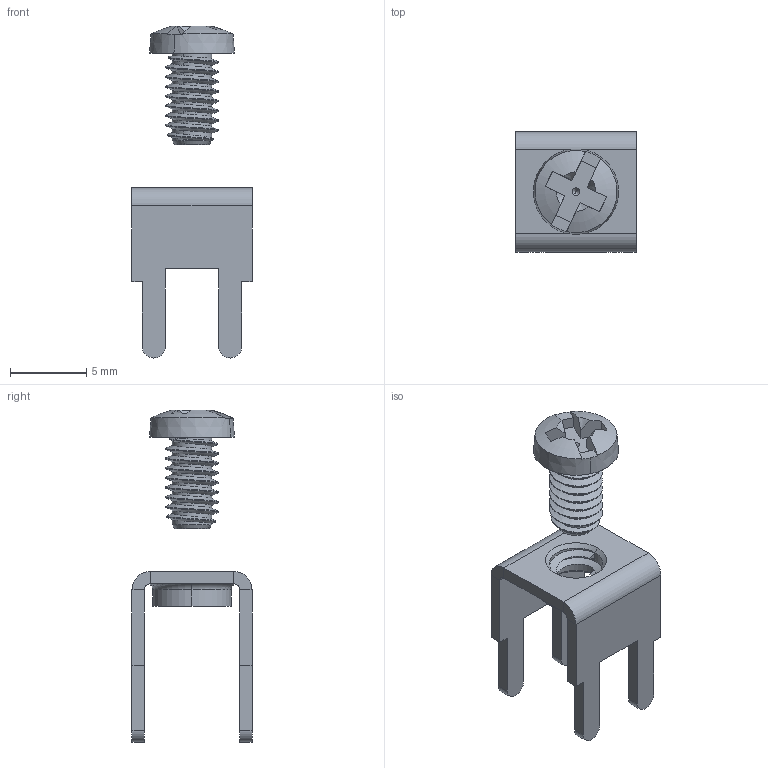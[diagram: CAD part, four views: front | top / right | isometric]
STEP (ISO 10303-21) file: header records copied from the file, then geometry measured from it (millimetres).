
FILE_DESCRIPTION(('FreeCAD Model'),'2;1');
FILE_NAME('keystone-PN7771-7_sp.step','2017-07-29T16:35:54',('kicad StepUp') ,('ksu MCAD'),'Open CASCADE STEP processor 6.8','FreeCAD','Unknown');
FILE_SCHEMA(('AUTOMOTIVE_DESIGN_CC2 { 1 2 10303 214 -1 1 5 4 }'));
Length unit declared in the file: millimetre
Products named in the file (1): keystone-PN7771-7_sp
Bounding box: 7.87 x 7.87 x 21.76 mm (x, y, z)
Volume: 206.8 mm3; surface area: 630.5 mm2
Topology: 2 solids, 2 shells, 119 faces, 307 edges, 193 vertices
Faces by surface type: plane 54, cylinder 38, cone 14, bspline 7, torus 4, revolution 2
Entity records: 7142 total; most frequent: CARTESIAN_POINT 3552, ORIENTED_EDGE 610, DIRECTION 512, EDGE_CURVE 305, VERTEX_POINT 193, AXIS2_PLACEMENT_3D 175, LINE 160, VECTOR 160
